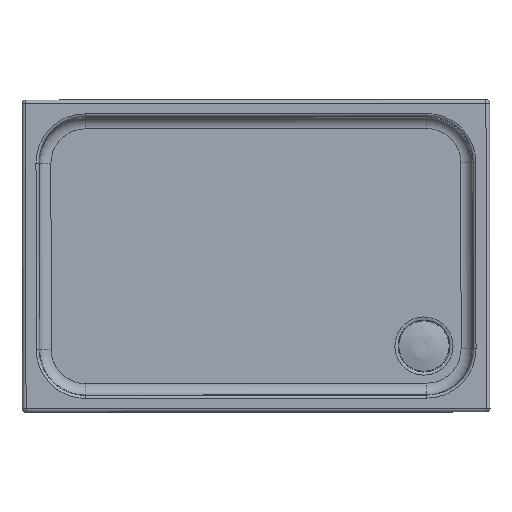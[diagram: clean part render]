
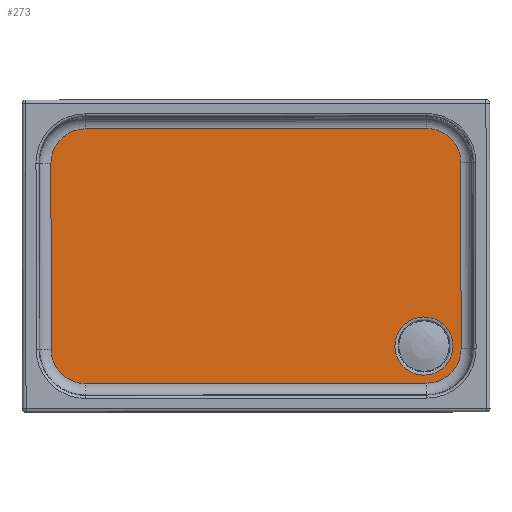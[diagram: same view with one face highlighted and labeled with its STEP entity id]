
A CAD part, top view. The second image highlights one B-rep face of the part: STEP entity #273.
In plain terms, the highlighted planar face has unit normal (0, 0, 1).
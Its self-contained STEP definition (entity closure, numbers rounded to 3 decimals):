
#180=CARTESIAN_POINT('',(444.817,-153.781,-52.5));
#181=VERTEX_POINT('',#180);
#182=CARTESIAN_POINT('',(519.817,-153.781,-52.5));
#183=DIRECTION('',(0.0,0.0,1.0));
#184=DIRECTION('',(1.0,0.0,0.0));
#185=AXIS2_PLACEMENT_3D('',#182,#183,#184);
#186=CIRCLE('',#185,75.0);
#187=EDGE_CURVE('',#181,#181,#186,.T.);
#195=CARTESIAN_POINT('',(287.317,-586.281,-52.5));
#196=DIRECTION('',(0.0,0.0,1.0));
#197=DIRECTION('',(1.0,0.0,0.0));
#198=AXIS2_PLACEMENT_3D('',#195,#196,#197);
#199=PLANE('',#198);
#200=CARTESIAN_POINT('',(-40.793,-1026.281,-52.5));
#201=VERTEX_POINT('',#200);
#202=CARTESIAN_POINT('',(-40.793,-146.281,-52.5));
#203=VERTEX_POINT('',#202);
#204=CARTESIAN_POINT('',(-40.793,-1026.281,-52.5));
#205=DIRECTION('',(0.0,1.0,0.0));
#206=VECTOR('',#205,880.0);
#207=LINE('',#204,#206);
#208=EDGE_CURVE('',#201,#203,#207,.T.);
#209=ORIENTED_EDGE('',*,*,#208,.F.);
#210=CARTESIAN_POINT('',(47.317,-1114.391,-52.5));
#211=VERTEX_POINT('',#210);
#212=CARTESIAN_POINT('',(47.317,-1026.281,-52.5));
#213=DIRECTION('',(0.0,0.0,-1.));
#214=DIRECTION('',(-0.707,-0.707,0.0));
#215=AXIS2_PLACEMENT_3D('',#212,#213,#214);
#216=CIRCLE('',#215,88.11);
#217=EDGE_CURVE('',#211,#201,#216,.T.);
#218=ORIENTED_EDGE('',*,*,#217,.F.);
#219=CARTESIAN_POINT('',(527.317,-1114.391,-52.5));
#220=VERTEX_POINT('',#219);
#221=CARTESIAN_POINT('',(527.317,-1114.391,-52.5));
#222=DIRECTION('',(-1.0,0.0,0.0));
#223=VECTOR('',#222,480.0);
#224=LINE('',#221,#223);
#225=EDGE_CURVE('',#220,#211,#224,.T.);
#226=ORIENTED_EDGE('',*,*,#225,.F.);
#227=CARTESIAN_POINT('',(615.427,-1026.281,-52.5));
#228=VERTEX_POINT('',#227);
#229=CARTESIAN_POINT('',(527.317,-1026.281,-52.5));
#230=DIRECTION('',(0.0,0.0,-1.0));
#231=DIRECTION('',(0.707,-0.707,0.0));
#232=AXIS2_PLACEMENT_3D('',#229,#230,#231);
#233=CIRCLE('',#232,88.11);
#234=EDGE_CURVE('',#228,#220,#233,.T.);
#235=ORIENTED_EDGE('',*,*,#234,.F.);
#236=CARTESIAN_POINT('',(615.427,-146.281,-52.5));
#237=VERTEX_POINT('',#236);
#238=CARTESIAN_POINT('',(615.427,-146.281,-52.5));
#239=DIRECTION('',(0.0,-1.0,0.0));
#240=VECTOR('',#239,880.0);
#241=LINE('',#238,#240);
#242=EDGE_CURVE('',#237,#228,#241,.T.);
#243=ORIENTED_EDGE('',*,*,#242,.F.);
#244=CARTESIAN_POINT('',(527.317,-58.171,-52.5));
#245=VERTEX_POINT('',#244);
#246=CARTESIAN_POINT('',(527.317,-146.281,-52.5));
#247=DIRECTION('',(0.0,0.0,-1.));
#248=DIRECTION('',(0.707,0.707,0.0));
#249=AXIS2_PLACEMENT_3D('',#246,#247,#248);
#250=CIRCLE('',#249,88.11);
#251=EDGE_CURVE('',#245,#237,#250,.T.);
#252=ORIENTED_EDGE('',*,*,#251,.F.);
#253=CARTESIAN_POINT('',(47.317,-58.171,-52.5));
#254=VERTEX_POINT('',#253);
#255=CARTESIAN_POINT('',(47.317,-58.171,-52.5));
#256=DIRECTION('',(1.0,0.0,0.0));
#257=VECTOR('',#256,480.);
#258=LINE('',#255,#257);
#259=EDGE_CURVE('',#254,#245,#258,.T.);
#260=ORIENTED_EDGE('',*,*,#259,.F.);
#261=CARTESIAN_POINT('',(47.317,-146.281,-52.5));
#262=DIRECTION('',(0.0,0.0,-1.));
#263=DIRECTION('',(-0.707,0.707,0.0));
#264=AXIS2_PLACEMENT_3D('',#261,#262,#263);
#265=CIRCLE('',#264,88.11);
#266=EDGE_CURVE('',#203,#254,#265,.T.);
#267=ORIENTED_EDGE('',*,*,#266,.F.);
#268=EDGE_LOOP('',(#209,#218,#226,#235,#243,#252,#260,#267));
#269=FACE_OUTER_BOUND('',#268,.T.);
#270=ORIENTED_EDGE('',*,*,#187,.F.);
#271=EDGE_LOOP('',(#270));
#272=FACE_BOUND('',#271,.T.);
#273=ADVANCED_FACE('',(#269,#272),#199,.T.);
